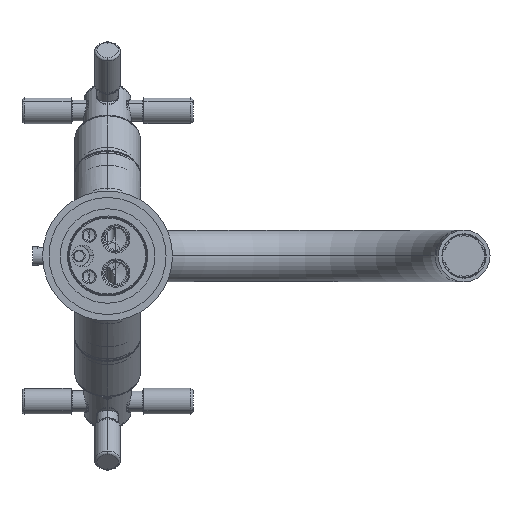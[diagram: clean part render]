
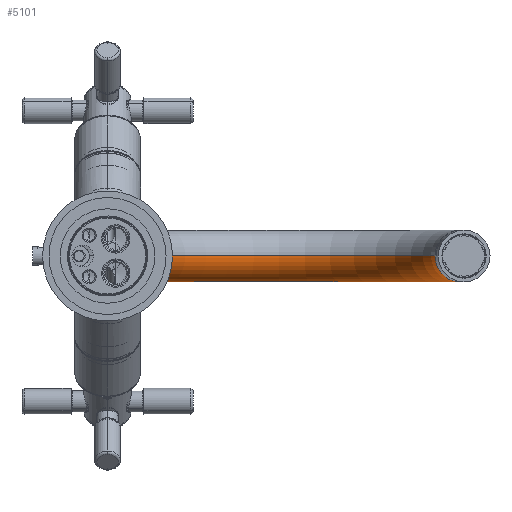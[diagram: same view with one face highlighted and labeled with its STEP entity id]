
A CAD part, front view. The second image highlights one B-rep face of the part: STEP entity #5101.
In plain terms, the highlighted toroidal (fillet/blend) face has major radius 74.869 mm and minor radius 11 mm.
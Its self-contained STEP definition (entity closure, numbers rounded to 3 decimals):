
#3838=CARTESIAN_POINT('',(0.,208.131,0.));
#3839=DIRECTION('',(0.,-1.,0.));
#3840=DIRECTION('',(0.,0.,-1.));
#3841=AXIS2_PLACEMENT_3D('',#3838,#3839,#3840);
#3843=CARTESIAN_POINT('',(0.,208.131,0.));
#3844=DIRECTION('',(0.,-1.,0.));
#3845=DIRECTION('',(0.063,0.,0.998));
#3846=AXIS2_PLACEMENT_3D('',#3843,#3844,#3845);
#3848=CARTESIAN_POINT('',(0.,208.131,74.869));
#3849=DIRECTION('',(1.,0.,0.));
#3850=DIRECTION('',(0.,0.,-1.));
#3851=AXIS2_PLACEMENT_3D('',#3848,#3849,#3850);
#3853=CARTESIAN_POINT('',(0.,213.354,149.556));
#3854=DIRECTION('',(0.,-0.998,0.07));
#3855=DIRECTION('',(0.,-0.07,-0.998));
#3856=AXIS2_PLACEMENT_3D('',#3853,#3854,#3855);
#3858=CARTESIAN_POINT('',(0.,213.354,149.556));
#3859=DIRECTION('',(0.,-0.998,0.07));
#3860=DIRECTION('',(0.063,-0.07,-0.996));
#3861=AXIS2_PLACEMENT_3D('',#3858,#3859,#3860);
#3863=CARTESIAN_POINT('',(0.,208.131,74.869));
#3864=DIRECTION('',(-1.,0.,0.));
#3865=DIRECTION('',(0.,0.07,0.998));
#3866=AXIS2_PLACEMENT_3D('',#3863,#3864,#3865);
#4901=CARTESIAN_POINT('',(0.,208.131,-11.));
#4902=VERTEX_POINT('',#4901);
#4905=CARTESIAN_POINT('',(0.,208.131,11.));
#4906=VERTEX_POINT('',#4905);
#4907=CARTESIAN_POINT('',(0.691,208.131,10.978));
#4908=VERTEX_POINT('',#4907);
#4909=CARTESIAN_POINT('',(0.,212.586,138.583));
#4910=VERTEX_POINT('',#4909);
#4911=CARTESIAN_POINT('',(0.691,212.588,138.604));
#4912=VERTEX_POINT('',#4911);
#4913=CARTESIAN_POINT('',(0.,214.121,160.529));
#4914=VERTEX_POINT('',#4913);
#5084=CARTESIAN_POINT('',(0.,208.131,74.869));
#5085=DIRECTION('',(1.,0.,0.));
#5086=DIRECTION('',(0.,0.,1.));
#5087=AXIS2_PLACEMENT_3D('',#5084,#5085,#5086);
#5088=TOROIDAL_SURFACE('',#5087,74.869,11.);
#5089=ORIENTED_EDGE('',*,*,#5078,.T.);
#5090=ORIENTED_EDGE('',*,*,#5076,.T.);
#5092=ORIENTED_EDGE('',*,*,#5091,.T.);
#5094=ORIENTED_EDGE('',*,*,#5093,.T.);
#5096=ORIENTED_EDGE('',*,*,#5095,.T.);
#5098=ORIENTED_EDGE('',*,*,#5097,.T.);
#5099=EDGE_LOOP('',(#5089,#5090,#5092,#5094,#5096,#5098));
#5100=FACE_OUTER_BOUND('',#5099,.F.);
#5101=ADVANCED_FACE('',(#5100),#5088,.T.);
#3842=CIRCLE('',#3841,11.);
#3847=CIRCLE('',#3846,11.);
#3852=CIRCLE('',#3851,63.869);
#3857=CIRCLE('',#3856,11.);
#3862=CIRCLE('',#3861,11.);
#3867=CIRCLE('',#3866,85.869);
#5076=EDGE_CURVE('',#4908,#4906,#3847,.T.);
#5078=EDGE_CURVE('',#4902,#4908,#3842,.T.);
#5091=EDGE_CURVE('',#4906,#4910,#3852,.T.);
#5093=EDGE_CURVE('',#4910,#4912,#3857,.T.);
#5095=EDGE_CURVE('',#4912,#4914,#3862,.T.);
#5097=EDGE_CURVE('',#4914,#4902,#3867,.T.);
